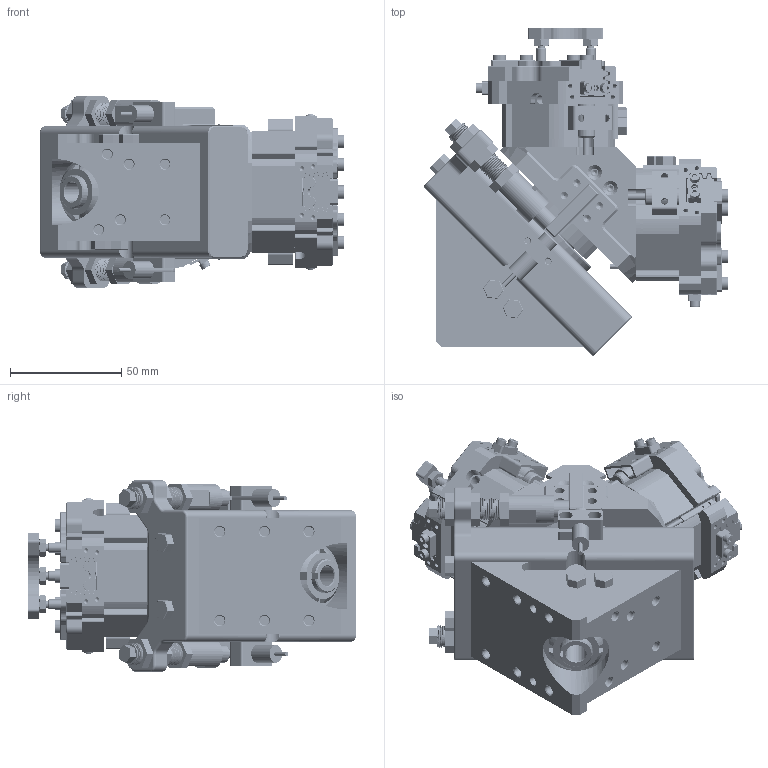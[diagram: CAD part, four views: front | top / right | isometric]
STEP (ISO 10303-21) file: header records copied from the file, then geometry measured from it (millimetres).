
FILE_DESCRIPTION (( 'STEP AP203' ), '1' );
FILE_NAME ('TG12-FZ34-68-0¡ã.STEP', '2025-03-27T08:44:31', ( 'USER-' ), ( 'Microsoft' ), 'SwSTEP 2.0', 'SolidWorks 2018', '' );
FILE_SCHEMA (( 'CONFIG_CONTROL_DESIGN' ));
Length unit declared in the file: millimetre
Products named in the file (51): FZ34-68-C18; 揤輸杅耀.sldasm-Part-9; TG12-W-G.sldasm-Part-4; 20241021-M3 換覜ん揤輸蛌; TG12-W-G.sldasm-Part-80; TG12-W-G.sldasm-Part-82; TG12-W-G.sldasm-Part-78; TG12-W-G.sldasm-Part-83; TG12-W-G.sldasm-Part-72; TG12-W-G.sldasm-Part-76; TG12-W-G.sldasm-Part-1; TG12-W-G.sldasm-Part-14; FZ34-68; TG12; 内六角圆柱头螺钉[GBT70_1-2008][M2.5×8]_M2.5×8; TG12-W-G.sldasm-Part-70; TG12-W-G.sldasm-Part-11; TG12-W-G.sldasm-Part-75; TG12-W-02-G-B 眻褒輸; TZT34-68-M-09 芢裝; TG12-W-G.sldasm-Part-74; ﾏ擎ﾗ6｡ﾁ4｡ﾁ5; TG12-W-G.sldasm-Part-13; TG12-W-08-A 癹弇輸.step; TG12-FZ34-68-0°; TZT34-68-M-05 菁裔啣; TG12-W-G.sldasm-Part-84; TZT34-68-M-02 喘倛賑輸; TZT34-68-M-01 褲极; 8x18諉輪羲壽; TG12-W-G.sldasm-Part-7; TG12-W-G.sldasm-Part-77; TG12-W-G.sldasm-Part-9; TG12-W-G.sldasm-Part-73; TG12-W-G.sldasm-Part-71; TZT34-68-M-06 笢猾啣; TG12-W-G.sldasm-Part-5; TG12-W-G.sldasm-Part-81; 25x12-R3; M4蹟譫尨砩 ...
Assembly tree (94 placements, depth 4):
  TG12-FZ34-68-0°
    TG12
      TG12-W-G.sldasm-Part-1
      TG12-W-G.sldasm-Part-2
      TG12-W-G.sldasm-Part-4
      TG12-W-G.sldasm-Part-5  x2
      TG12-W-G.sldasm-Part-6
      TG12-W-G.sldasm-Part-7
      TG12-W-G.sldasm-Part-8
      TG12-W-G.sldasm-Part-9
      TG12-W-G.sldasm-Part-10
      TG12-W-G.sldasm-Part-11
      TG12-W-G.sldasm-Part-13
      TG12-W-G.sldasm-Part-14
      TG12-W-G.sldasm-Part-69
      TG12-W-G.sldasm-Part-70
      TG12-W-G.sldasm-Part-71
      TG12-W-G.sldasm-Part-72
      TG12-W-G.sldasm-Part-73
      TG12-W-G.sldasm-Part-74
      TG12-W-G.sldasm-Part-75
      TG12-W-G.sldasm-Part-76
      TG12-W-G.sldasm-Part-77
      TG12-W-G.sldasm-Part-78
      TG12-W-G.sldasm-Part-79
      TG12-W-G.sldasm-Part-80
      TG12-W-G.sldasm-Part-81
      TG12-W-G.sldasm-Part-82
      TG12-W-G.sldasm-Part-83
      TG12-W-G.sldasm-Part-84
      TG12-W-02-G-B 眻褒輸
      TG12-W-G.sldasm-Part-87
      25x12-R3
      TG12-W-08-A 癹弇輸.step
    TG12-W-G.sldasm-Part-8  x4
    FZ34-68
      TZT34-68-M-01 褲极
      TZT34-68-M-05 菁裔啣
      TZT34-68-M-02 喘倛賑輸  x3
      TZT34-68-M-06 笢猾啣
      8x18諉輪羲壽  x2
      20241021-M3 換覜ん揤輸蛌  x2
      16x8-R1.5
      棠羲換覜ん  x2
      ﾏ擎ﾗ6｡ﾁ4｡ﾁ5  x6
      揤輸  x3
        揤輸杅耀.sldasm-Part-9
        内六角圆柱头螺钉[GBT70_1-2008][M2.5×8]_M2.5×8
    FZ34-68-C18
      TZT34-68-M-01 褲极
      TZT34-68-M-05 菁裔啣
      TZT34-68-M-02 喘倛賑輸  x3
      TZT34-68-M-06 笢猾啣
      8x18諉輪羲壽  x2
      TZT34-68-M-09 芢裝  x3
      TZT34-68-M-08 芢啣
      20241021-M3 換覜ん揤輸蛌  x2
      M4蹟譫尨砩  x3
      16x8-R1.5
      棠羲換覜ん  x2
Bounding box: 136.61 x 147.26 x 86 mm (x, y, z)
Volume: 574841.7 mm3; surface area: 181245.2 mm2
Topology: 101 solids, 111 shells, 5281 faces, 13661 edges, 8752 vertices
Faces by surface type: plane 2392, cylinder 1750, cone 596, bspline 469, torus 70, sphere 4
Entity records: 137588 total; most frequent: CARTESIAN_POINT 57266, ORIENTED_EDGE 15942, DIRECTION 14174, EDGE_CURVE 7971, VERTEX_POINT 5185, LINE 4734, VECTOR 4734, AXIS2_PLACEMENT_3D 4720
